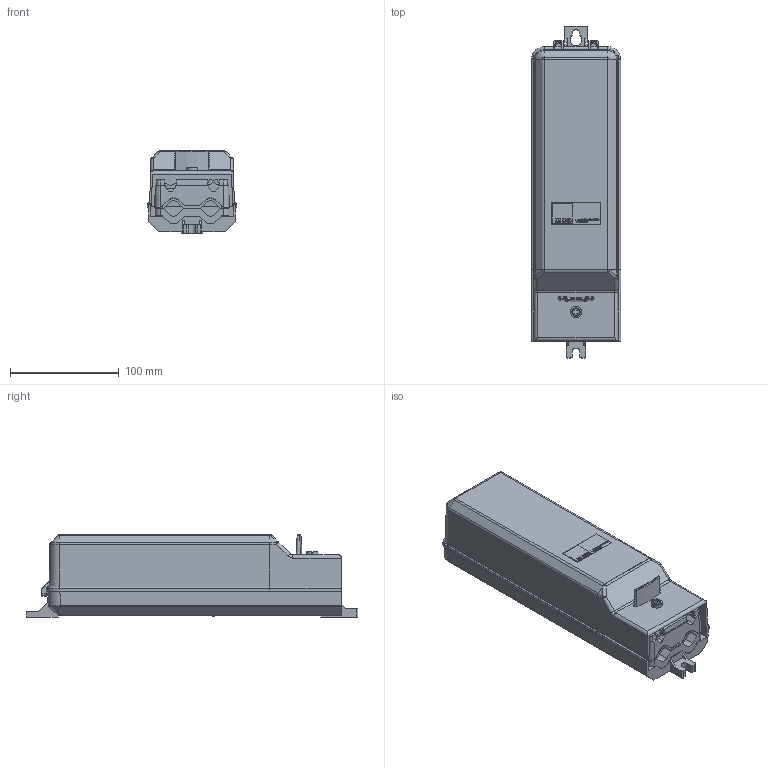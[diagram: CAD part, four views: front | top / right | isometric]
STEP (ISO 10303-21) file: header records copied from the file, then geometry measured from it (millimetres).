
FILE_DESCRIPTION( ( 'Unknown' ), '1' );
FILE_NAME( 'ELEQ LS-99 short double insulated 3D solid.stp', 'Unknown', ( 'GGr' ), ( 'Eleq' ), 'PSStep 17.0.49', 'Unknown', ' ' );
FILE_SCHEMA( ( 'AUTOMOTIVE_DESIGN { 1 0 10303 214 1 1 1 1 }' ) );
Length unit declared in the file: millimetre
Products named in the file (1): Eleq logo solid
Bounding box: 82.2 x 305.51 x 76.05 mm (x, y, z)
Volume: 1409450.9 mm3; surface area: 118233 mm2
Topology: 1 solids, 6 shells, 970 faces, 2654 edges, 1738 vertices
Faces by surface type: plane 651, cylinder 179, extrusion 64, cone 25, bspline 25, torus 14, sphere 8, revolution 4
Full cylindrical faces by diameter (mm): 2 x1, 3 x5, 3.5 x4, 4.134 x1, 4.8 x1, 5 x1, 6 x2, 7 x1, 7.8 x1, 9 x1, 10.3 x1
Entity records: 45536 total; most frequent: CARTESIAN_POINT 13434, ORIENTED_EDGE 5204, DIRECTION 4691, EDGE_CURVE 2602, VECTOR 1981, LINE 1917, VERTEX_POINT 1718, AXIS2_PLACEMENT_3D 1353
